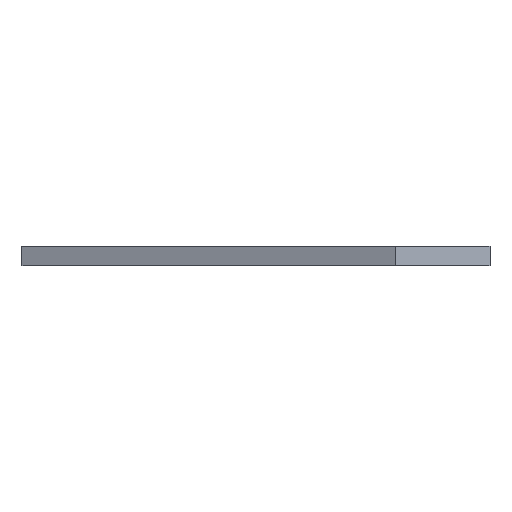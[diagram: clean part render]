
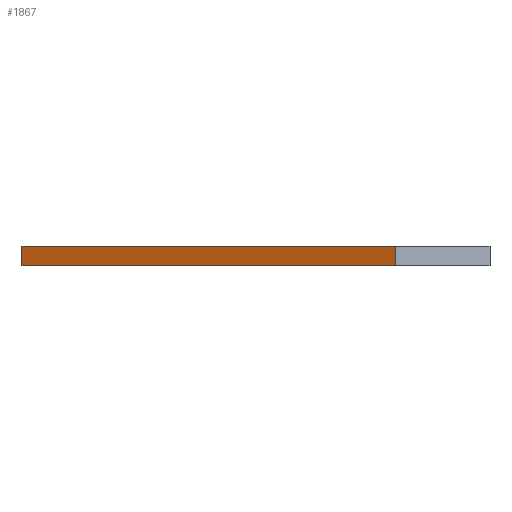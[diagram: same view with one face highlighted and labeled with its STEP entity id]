
A CAD part, left-side view. The second image highlights one B-rep face of the part: STEP entity #1867.
In plain terms, the highlighted face is a extrusion surface.
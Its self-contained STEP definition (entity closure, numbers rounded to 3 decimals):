
#84 = PLANE('',#85);
#85 = AXIS2_PLACEMENT_3D('',#86,#87,#88);
#86 = CARTESIAN_POINT('',(14.993,-9.469,0.5));
#87 = DIRECTION('',(0.,0.,1.));
#88 = DIRECTION('',(1.,0.,0.));
#137 = PLANE('',#138);
#138 = AXIS2_PLACEMENT_3D('',#139,#140,#141);
#139 = CARTESIAN_POINT('',(14.993,-9.469,0.));
#140 = DIRECTION('',(0.,0.,1.));
#141 = DIRECTION('',(1.,0.,0.));
#169 = SURFACE_OF_LINEAR_EXTRUSION('',#170,#173);
#170 = B_SPLINE_CURVE_WITH_KNOTS('',1,(#171,#172),.UNSPECIFIED.,.F.,.F.,
  (2,2),(0.,25.164),.PIECEWISE_BEZIER_KNOTS.);
#171 = CARTESIAN_POINT('',(3.945,0.,0.));
#172 = CARTESIAN_POINT('',(11.047,0.,0.));
#173 = VECTOR('',#174,1.);
#174 = DIRECTION('',(-0.,-0.,-1.));
#262 = SURFACE_OF_LINEAR_EXTRUSION('',#263,#266);
#263 = B_SPLINE_CURVE_WITH_KNOTS('',1,(#264,#265),.UNSPECIFIED.,.F.,.F.,
  (2,2),(0.,10.492),.PIECEWISE_BEZIER_KNOTS.);
#264 = CARTESIAN_POINT('',(1.736,-11.836,0.));
#265 = CARTESIAN_POINT('',(0.,-9.438,0.));
#266 = VECTOR('',#267,1.);
#267 = DIRECTION('',(-0.,-0.,-1.));
#300 = VERTEX_POINT('',#301);
#301 = CARTESIAN_POINT('',(3.945,0.,0.));
#320 = EDGE_CURVE('',#321,#300,#323,.T.);
#321 = VERTEX_POINT('',#322);
#322 = CARTESIAN_POINT('',(0.,-9.438,0.));
#323 = SURFACE_CURVE('',#324,(#327,#333),.PCURVE_S1.);
#324 = B_SPLINE_CURVE_WITH_KNOTS('',1,(#325,#326),.UNSPECIFIED.,.F.,.F.,
  (2,2),(0.,36.245),.PIECEWISE_BEZIER_KNOTS.);
#325 = CARTESIAN_POINT('',(0.,-9.438,0.));
#326 = CARTESIAN_POINT('',(3.945,0.,0.));
#327 = PCURVE('',#137,#328);
#328 = DEFINITIONAL_REPRESENTATION('',(#329),#332);
#329 = B_SPLINE_CURVE_WITH_KNOTS('',1,(#330,#331),.UNSPECIFIED.,.F.,.F.,
  (2,2),(0.,36.245),.PIECEWISE_BEZIER_KNOTS.);
#330 = CARTESIAN_POINT('',(-14.993,0.032));
#331 = CARTESIAN_POINT('',(-11.047,9.469));
#332 = ( GEOMETRIC_REPRESENTATION_CONTEXT(2) 
PARAMETRIC_REPRESENTATION_CONTEXT() REPRESENTATION_CONTEXT('2D SPACE',''
  ) );
#333 = PCURVE('',#334,#340);
#334 = SURFACE_OF_LINEAR_EXTRUSION('',#335,#338);
#335 = B_SPLINE_CURVE_WITH_KNOTS('',1,(#336,#337),.UNSPECIFIED.,.F.,.F.,
  (2,2),(0.,36.245),.PIECEWISE_BEZIER_KNOTS.);
#336 = CARTESIAN_POINT('',(0.,-9.438,0.));
#337 = CARTESIAN_POINT('',(3.945,0.,0.));
#338 = VECTOR('',#339,1.);
#339 = DIRECTION('',(-0.,-0.,-1.));
#340 = DEFINITIONAL_REPRESENTATION('',(#341),#345);
#341 = LINE('',#342,#343);
#342 = CARTESIAN_POINT('',(0.,0.));
#343 = VECTOR('',#344,1.);
#344 = DIRECTION('',(1.,0.));
#345 = ( GEOMETRIC_REPRESENTATION_CONTEXT(2) 
PARAMETRIC_REPRESENTATION_CONTEXT() REPRESENTATION_CONTEXT('2D SPACE',''
  ) );
#483 = VERTEX_POINT('',#484);
#484 = CARTESIAN_POINT('',(3.945,0.,0.5));
#503 = EDGE_CURVE('',#504,#483,#506,.T.);
#504 = VERTEX_POINT('',#505);
#505 = CARTESIAN_POINT('',(0.,-9.438,0.5));
#506 = SURFACE_CURVE('',#507,(#510,#516),.PCURVE_S1.);
#507 = B_SPLINE_CURVE_WITH_KNOTS('',1,(#508,#509),.UNSPECIFIED.,.F.,.F.,
  (2,2),(0.,36.245),.PIECEWISE_BEZIER_KNOTS.);
#508 = CARTESIAN_POINT('',(0.,-9.438,0.5));
#509 = CARTESIAN_POINT('',(3.945,0.,0.5));
#510 = PCURVE('',#84,#511);
#511 = DEFINITIONAL_REPRESENTATION('',(#512),#515);
#512 = B_SPLINE_CURVE_WITH_KNOTS('',1,(#513,#514),.UNSPECIFIED.,.F.,.F.,
  (2,2),(0.,36.245),.PIECEWISE_BEZIER_KNOTS.);
#513 = CARTESIAN_POINT('',(-14.993,0.032));
#514 = CARTESIAN_POINT('',(-11.047,9.469));
#515 = ( GEOMETRIC_REPRESENTATION_CONTEXT(2) 
PARAMETRIC_REPRESENTATION_CONTEXT() REPRESENTATION_CONTEXT('2D SPACE',''
  ) );
#516 = PCURVE('',#334,#517);
#517 = DEFINITIONAL_REPRESENTATION('',(#518),#522);
#518 = LINE('',#519,#520);
#519 = CARTESIAN_POINT('',(0.,-0.5));
#520 = VECTOR('',#521,1.);
#521 = DIRECTION('',(1.,0.));
#522 = ( GEOMETRIC_REPRESENTATION_CONTEXT(2) 
PARAMETRIC_REPRESENTATION_CONTEXT() REPRESENTATION_CONTEXT('2D SPACE',''
  ) );
#1817 = EDGE_CURVE('',#300,#483,#1818,.T.);
#1818 = SURFACE_CURVE('',#1819,(#1823,#1830),.PCURVE_S1.);
#1819 = LINE('',#1820,#1821);
#1820 = CARTESIAN_POINT('',(3.945,0.,0.));
#1821 = VECTOR('',#1822,1.);
#1822 = DIRECTION('',(0.,0.,1.));
#1823 = PCURVE('',#169,#1824);
#1824 = DEFINITIONAL_REPRESENTATION('',(#1825),#1829);
#1825 = LINE('',#1826,#1827);
#1826 = CARTESIAN_POINT('',(0.,0.));
#1827 = VECTOR('',#1828,1.);
#1828 = DIRECTION('',(0.,-1.));
#1829 = ( GEOMETRIC_REPRESENTATION_CONTEXT(2) 
PARAMETRIC_REPRESENTATION_CONTEXT() REPRESENTATION_CONTEXT('2D SPACE',''
  ) );
#1830 = PCURVE('',#334,#1831);
#1831 = DEFINITIONAL_REPRESENTATION('',(#1832),#1836);
#1832 = LINE('',#1833,#1834);
#1833 = CARTESIAN_POINT('',(36.245,0.));
#1834 = VECTOR('',#1835,1.);
#1835 = DIRECTION('',(0.,-1.));
#1836 = ( GEOMETRIC_REPRESENTATION_CONTEXT(2) 
PARAMETRIC_REPRESENTATION_CONTEXT() REPRESENTATION_CONTEXT('2D SPACE',''
  ) );
#1846 = EDGE_CURVE('',#321,#504,#1847,.T.);
#1847 = SURFACE_CURVE('',#1848,(#1852,#1859),.PCURVE_S1.);
#1848 = LINE('',#1849,#1850);
#1849 = CARTESIAN_POINT('',(0.,-9.438,0.));
#1850 = VECTOR('',#1851,1.);
#1851 = DIRECTION('',(0.,0.,1.));
#1852 = PCURVE('',#262,#1853);
#1853 = DEFINITIONAL_REPRESENTATION('',(#1854),#1858);
#1854 = LINE('',#1855,#1856);
#1855 = CARTESIAN_POINT('',(10.492,0.));
#1856 = VECTOR('',#1857,1.);
#1857 = DIRECTION('',(0.,-1.));
#1858 = ( GEOMETRIC_REPRESENTATION_CONTEXT(2) 
PARAMETRIC_REPRESENTATION_CONTEXT() REPRESENTATION_CONTEXT('2D SPACE',''
  ) );
#1859 = PCURVE('',#334,#1860);
#1860 = DEFINITIONAL_REPRESENTATION('',(#1861),#1865);
#1861 = LINE('',#1862,#1863);
#1862 = CARTESIAN_POINT('',(0.,0.));
#1863 = VECTOR('',#1864,1.);
#1864 = DIRECTION('',(0.,-1.));
#1865 = ( GEOMETRIC_REPRESENTATION_CONTEXT(2) 
PARAMETRIC_REPRESENTATION_CONTEXT() REPRESENTATION_CONTEXT('2D SPACE',''
  ) );
#1867 = ADVANCED_FACE('',(#1868),#334,.T.);
#1868 = FACE_BOUND('',#1869,.T.);
#1869 = EDGE_LOOP('',(#1870,#1871,#1872,#1873));
#1870 = ORIENTED_EDGE('',*,*,#1846,.T.);
#1871 = ORIENTED_EDGE('',*,*,#503,.T.);
#1872 = ORIENTED_EDGE('',*,*,#1817,.F.);
#1873 = ORIENTED_EDGE('',*,*,#320,.F.);
